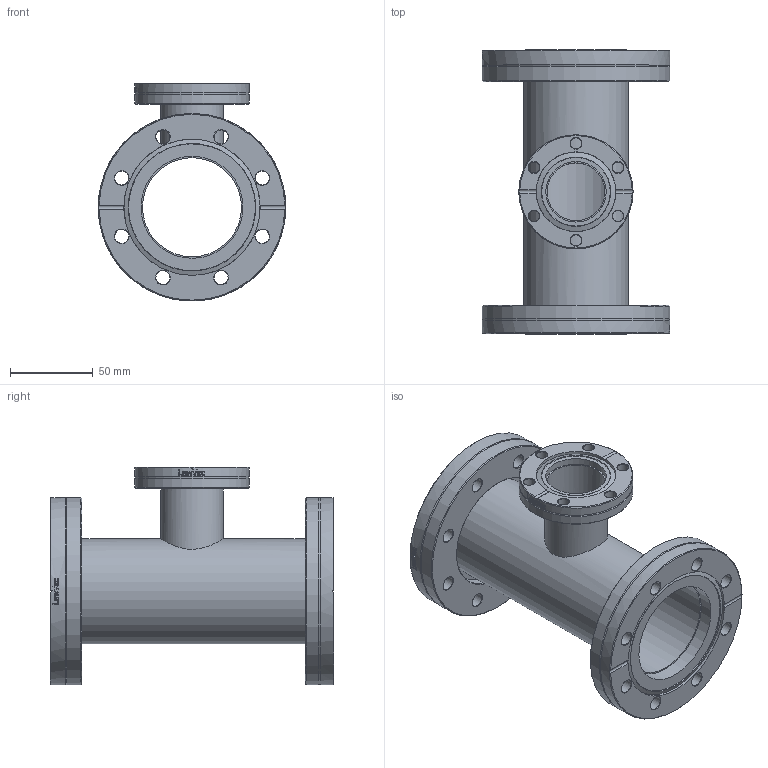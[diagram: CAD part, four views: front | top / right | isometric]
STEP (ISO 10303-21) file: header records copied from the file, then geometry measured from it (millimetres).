
FILE_DESCRIPTION(/* description */ (''),/* implementation_level */ '2;1');
FILE_NAME(/* name */ 'FL-RT63-40CF.stp',/* time_stamp */ '2018-02-22T10:18:58+00:00',/* author */ ('paul'),/* organization */ (''),/* preprocessor_version */ 'ST-DEVELOPER v16.13',/* originating_system */ 'Autodesk Inventor 2018',/* authorisation */ '');
FILE_SCHEMA (('AUTOMOTIVE_DESIGN { 1 0 10303 214 3 1 1 }'));
Length unit declared in the file: millimetre
Products named in the file (10): FL-RT63-40CF; FL-63CF-64; FL-63CFR-64; FL-63CF-OUT; FL-63CF-IN63.5; main tube; FL-40CFR-38; FL-40CF-OUT; FL-40CF-INB38.1; side tube
Assembly tree (9 placements, depth 3):
  FL-RT63-40CF
    FL-63CF-64
    FL-63CFR-64
      FL-63CF-OUT
      FL-63CF-IN63.5
    main tube
    FL-40CFR-38
      FL-40CF-OUT
      FL-40CF-INB38.1
    side tube
Bounding box: 113.5 x 171.8 x 131.94 mm (x, y, z)
Volume: 313752 mm3; surface area: 144570.8 mm2
Topology: 7 solids, 7 shells, 414 faces, 1086 edges, 713 vertices
Faces by surface type: bspline 147, plane 124, cylinder 77, cone 63, torus 3
Full cylindrical faces by diameter (mm): 6.7 x6, 8.4 x16, 35 x1, 36.6 x1, 38.1 x2, 38.2 x1, 45.5 x1, 48.1 x1, 48.3 x1, 60 x1, 61.8 x2, 63.5 x3, 69.1 x2, 70.5 x1, 82.3 x1, 82.5 x2, 113.5 x4
Entity records: 37093 total; most frequent: CARTESIAN_POINT 27707, ORIENTED_EDGE 1900, DIRECTION 1579, EDGE_CURVE 950, VERTEX_POINT 683, AXIS2_PLACEMENT_3D 619, EDGE_LOOP 607, FACE_OUTER_BOUND 414
